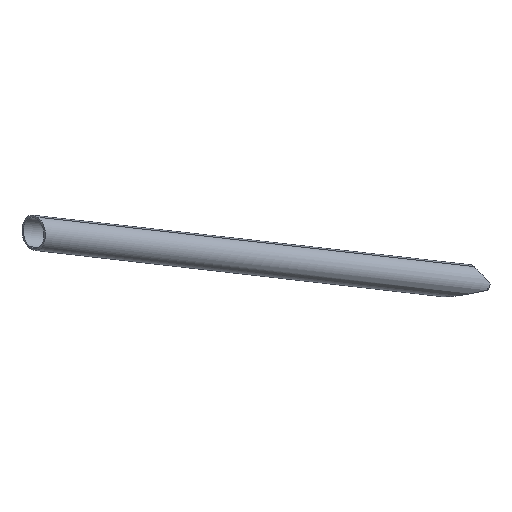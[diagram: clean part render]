
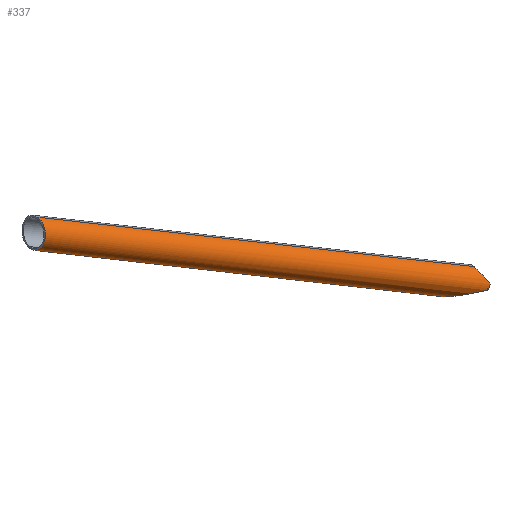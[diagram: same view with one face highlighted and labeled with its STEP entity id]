
A CAD part, isometric view. The second image highlights one B-rep face of the part: STEP entity #337.
In plain terms, the highlighted cylindrical face has radius 12.5 mm (diameter 25 mm), a partial arc.
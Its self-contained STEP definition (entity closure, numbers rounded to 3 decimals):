
#82=CARTESIAN_POINT('Vertex',(-351.18,237.214,174.088)) ;
#84=CARTESIAN_POINT('Vertex',(-358.002,238.188,149.42)) ;
#88=CARTESIAN_POINT('Control Point',(-358.002,238.188,149.42)) ;
#89=CARTESIAN_POINT('Control Point',(-358.116,237.064,149.396)) ;
#90=CARTESIAN_POINT('Control Point',(-358.195,235.933,149.497)) ;
#91=CARTESIAN_POINT('Control Point',(-358.237,234.817,149.724)) ;
#92=CARTESIAN_POINT('Control Point',(-358.245,232.754,150.391)) ;
#93=CARTESIAN_POINT('Control Point',(-358.12,230.881,151.472)) ;
#94=CARTESIAN_POINT('Control Point',(-358.031,230.047,152.072)) ;
#95=CARTESIAN_POINT('Control Point',(-357.794,228.501,153.438)) ;
#96=CARTESIAN_POINT('Control Point',(-357.452,227.268,155.074)) ;
#97=CARTESIAN_POINT('Control Point',(-357.256,226.735,155.955)) ;
#98=CARTESIAN_POINT('Control Point',(-356.791,225.801,157.928)) ;
#99=CARTESIAN_POINT('Control Point',(-356.245,225.315,160.04)) ;
#100=CARTESIAN_POINT('Control Point',(-355.937,225.19,161.181)) ;
#101=CARTESIAN_POINT('Control Point',(-355.294,225.204,163.471)) ;
#102=CARTESIAN_POINT('Control Point',(-354.621,225.745,165.688)) ;
#103=CARTESIAN_POINT('Control Point',(-354.282,226.145,166.762)) ;
#104=CARTESIAN_POINT('Control Point',(-353.616,227.187,168.785)) ;
#105=CARTESIAN_POINT('Control Point',(-352.989,228.675,170.519)) ;
#106=CARTESIAN_POINT('Control Point',(-352.692,229.516,171.293)) ;
#107=CARTESIAN_POINT('Control Point',(-352.127,231.414,172.668)) ;
#108=CARTESIAN_POINT('Control Point',(-351.668,233.606,173.565)) ;
#109=CARTESIAN_POINT('Control Point',(-351.466,234.785,173.886)) ;
#110=CARTESIAN_POINT('Control Point',(-351.303,235.996,174.061)) ;
#111=CARTESIAN_POINT('Control Point',(-351.18,237.214,174.088)) ;
#183=CARTESIAN_POINT('Line Origine',(-436565.092,62448.136,235997.587)) ;
#187=CARTESIAN_POINT('Vertex',(6.159,186.252,-47.474)) ;
#190=CARTESIAN_POINT('Line Origine',(-436553.413,62446.47,236019.629)) ;
#194=CARTESIAN_POINT('Vertex',(-348.751,236.868,172.775)) ;
#197=CARTESIAN_POINT('Line Origine',(-436553.413,62446.47,236019.629)) ;
#201=CARTESIAN_POINT('Vertex',(36.14,181.977,-35.328)) ;
#261=CARTESIAN_POINT('Axis2P3D Location',(-152.296,208.851,52.377)) ;
#267=CARTESIAN_POINT('Control Point',(40.353,169.854,-46.854)) ;
#268=CARTESIAN_POINT('Control Point',(39.7,170.475,-45.141)) ;
#269=CARTESIAN_POINT('Control Point',(39.001,171.24,-43.497)) ;
#270=CARTESIAN_POINT('Control Point',(38.323,172.142,-41.921)) ;
#271=CARTESIAN_POINT('Control Point',(37.354,173.748,-39.661)) ;
#272=CARTESIAN_POINT('Control Point',(36.607,175.82,-37.753)) ;
#273=CARTESIAN_POINT('Control Point',(36.39,176.571,-37.164)) ;
#274=CARTESIAN_POINT('Control Point',(36.082,178.033,-36.231)) ;
#275=CARTESIAN_POINT('Control Point',(35.975,179.675,-35.619)) ;
#276=CARTESIAN_POINT('Control Point',(35.975,180.435,-35.425)) ;
#277=CARTESIAN_POINT('Control Point',(36.031,181.21,-35.328)) ;
#278=CARTESIAN_POINT('Control Point',(36.14,181.977,-35.328)) ;
#279=CARTESIAN_POINT('Vertex',(40.353,169.854,-46.854)) ;
#283=CARTESIAN_POINT('Control Point',(6.159,186.252,-47.474)) ;
#284=CARTESIAN_POINT('Control Point',(5.703,185.92,-47.257)) ;
#285=CARTESIAN_POINT('Control Point',(5.27,185.557,-47.038)) ;
#286=CARTESIAN_POINT('Control Point',(4.865,185.154,-46.814)) ;
#287=CARTESIAN_POINT('Control Point',(4.311,184.449,-46.462)) ;
#288=CARTESIAN_POINT('Control Point',(3.968,183.623,-46.129)) ;
#289=CARTESIAN_POINT('Control Point',(3.878,183.307,-46.012)) ;
#290=CARTESIAN_POINT('Control Point',(3.796,182.733,-45.822)) ;
#291=CARTESIAN_POINT('Control Point',(3.85,182.15,-45.663)) ;
#292=CARTESIAN_POINT('Control Point',(3.898,181.902,-45.602)) ;
#293=CARTESIAN_POINT('Control Point',(4.124,181.114,-45.429)) ;
#294=CARTESIAN_POINT('Control Point',(4.553,180.389,-45.326)) ;
#295=CARTESIAN_POINT('Control Point',(4.91,179.933,-45.283)) ;
#296=CARTESIAN_POINT('Control Point',(5.303,179.51,-45.261)) ;
#297=CARTESIAN_POINT('Control Point',(5.724,179.117,-45.254)) ;
#298=CARTESIAN_POINT('Vertex',(5.724,179.117,-45.254)) ;
#302=CARTESIAN_POINT('Control Point',(37.563,169.161,-50.572)) ;
#303=CARTESIAN_POINT('Control Point',(35.962,169.368,-50.218)) ;
#304=CARTESIAN_POINT('Control Point',(34.363,169.595,-49.871)) ;
#305=CARTESIAN_POINT('Control Point',(32.764,169.843,-49.529)) ;
#306=CARTESIAN_POINT('Control Point',(28.611,170.547,-48.66)) ;
#307=CARTESIAN_POINT('Control Point',(24.477,171.415,-47.844)) ;
#308=CARTESIAN_POINT('Control Point',(21.975,172.012,-47.371)) ;
#309=CARTESIAN_POINT('Control Point',(18.011,173.091,-46.661)) ;
#310=CARTESIAN_POINT('Control Point',(14.124,174.46,-46.057)) ;
#311=CARTESIAN_POINT('Control Point',(12.736,175.,-45.857)) ;
#312=CARTESIAN_POINT('Control Point',(10.407,176.009,-45.551)) ;
#313=CARTESIAN_POINT('Control Point',(8.186,177.253,-45.342)) ;
#314=CARTESIAN_POINT('Control Point',(7.323,177.798,-45.279)) ;
#315=CARTESIAN_POINT('Control Point',(6.479,178.411,-45.241)) ;
#316=CARTESIAN_POINT('Control Point',(5.724,179.117,-45.254)) ;
#317=CARTESIAN_POINT('Vertex',(37.563,169.161,-50.572)) ;
#321=CARTESIAN_POINT('Control Point',(37.563,169.161,-50.572)) ;
#322=CARTESIAN_POINT('Control Point',(38.107,169.139,-49.519)) ;
#323=CARTESIAN_POINT('Control Point',(38.772,169.251,-48.525)) ;
#324=CARTESIAN_POINT('Control Point',(39.533,169.497,-47.634)) ;
#325=CARTESIAN_POINT('Control Point',(40.353,169.854,-46.854)) ;
#184=DIRECTION('Vector Direction',(-0.873,0.124,0.472)) ;
#191=DIRECTION('Vector Direction',(-0.873,0.124,0.472)) ;
#198=DIRECTION('Vector Direction',(-0.873,0.124,0.472)) ;
#262=DIRECTION('Axis2P3D Direction',(-0.873,0.124,0.472)) ;
#263=DIRECTION('Axis2P3D XDirection',(-0.467,0.067,-0.882)) ;
#264=AXIS2_PLACEMENT_3D('Cylinder Axis2P3D',#261,#262,#263) ;
#328=ORIENTED_EDGE('',*,*,#281,.T.) ;
#329=ORIENTED_EDGE('',*,*,#203,.T.) ;
#330=ORIENTED_EDGE('',*,*,#196,.T.) ;
#331=ORIENTED_EDGE('',*,*,#112,.F.) ;
#332=ORIENTED_EDGE('',*,*,#189,.F.) ;
#333=ORIENTED_EDGE('',*,*,#300,.T.) ;
#334=ORIENTED_EDGE('',*,*,#319,.F.) ;
#335=ORIENTED_EDGE('',*,*,#326,.T.) ;
#185=VECTOR('Line Direction',#184,1.) ;
#192=VECTOR('Line Direction',#191,1.) ;
#199=VECTOR('Line Direction',#198,1.) ;
#337=ADVANCED_FACE('Corps principal',(#336),#265,.T.) ;
#87=B_SPLINE_CURVE_WITH_KNOTS('',5,(#88,#89,#90,#91,#92,#93,#94,#95,#96,#97,#98,#99,#100,#101,#102,#103,#104,#105,#106,#107,#108,#109,#110,#111),.UNSPECIFIED.,.F.,.U.,(6,3,3,3,3,3,3,6),(0.,7.99,15.231,22.596,30.931,39.311,47.584,56.247),.UNSPECIFIED.) ;
#266=B_SPLINE_CURVE_WITH_KNOTS('',5,(#267,#268,#269,#270,#271,#272,#273,#274,#275,#276,#277,#278),.UNSPECIFIED.,.F.,.U.,(6,3,3,6),(38.533,52.221,59.084,64.563),.UNSPECIFIED.) ;
#282=B_SPLINE_CURVE_WITH_KNOTS('',5,(#283,#284,#285,#286,#287,#288,#289,#290,#291,#292,#293,#294,#295,#296,#297),.UNSPECIFIED.,.F.,.U.,(6,3,3,3,6),(0.,4.277,6.721,8.549,12.623),.UNSPECIFIED.) ;
#301=B_SPLINE_CURVE_WITH_KNOTS('',5,(#302,#303,#304,#305,#306,#307,#308,#309,#310,#311,#312,#313,#314,#315,#316),.UNSPECIFIED.,.F.,.U.,(6,3,3,3,6),(9.157,20.857,39.567,50.297,57.61),.UNSPECIFIED.) ;
#320=B_SPLINE_CURVE_WITH_KNOTS('',4,(#321,#322,#323,#324,#325),.UNSPECIFIED.,.F.,.U.,(5,5),(30.327,37.035),.UNSPECIFIED.) ;
#265=CYLINDRICAL_SURFACE('generated cylinder',#264,12.5) ;
#112=EDGE_CURVE('',#85,#83,#87,.T.) ;
#189=EDGE_CURVE('',#188,#85,#186,.T.) ;
#196=EDGE_CURVE('',#195,#83,#193,.T.) ;
#203=EDGE_CURVE('',#202,#195,#200,.T.) ;
#281=EDGE_CURVE('',#280,#202,#266,.T.) ;
#300=EDGE_CURVE('',#188,#299,#282,.T.) ;
#319=EDGE_CURVE('',#318,#299,#301,.T.) ;
#326=EDGE_CURVE('',#318,#280,#320,.T.) ;
#327=EDGE_LOOP('',(#328,#329,#330,#331,#332,#333,#334,#335)) ;
#336=FACE_OUTER_BOUND('',#327,.T.) ;
#186=LINE('Line',#183,#185) ;
#193=LINE('Line',#190,#192) ;
#200=LINE('Line',#197,#199) ;
#83=VERTEX_POINT('',#82) ;
#85=VERTEX_POINT('',#84) ;
#188=VERTEX_POINT('',#187) ;
#195=VERTEX_POINT('',#194) ;
#202=VERTEX_POINT('',#201) ;
#280=VERTEX_POINT('',#279) ;
#299=VERTEX_POINT('',#298) ;
#318=VERTEX_POINT('',#317) ;
